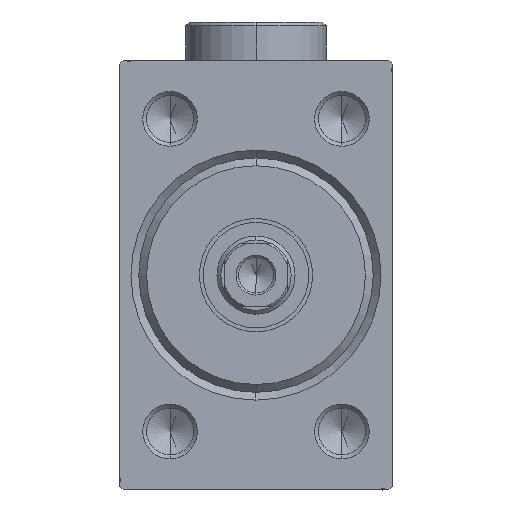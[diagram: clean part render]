
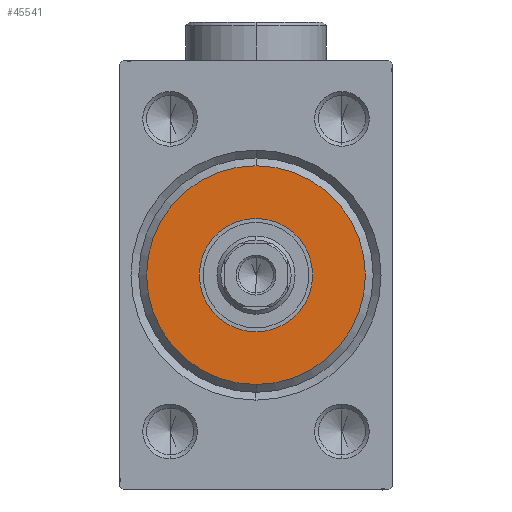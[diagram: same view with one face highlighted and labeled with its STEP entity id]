
A CAD part, left-side view. The second image highlights one B-rep face of the part: STEP entity #45541.
In plain terms, the highlighted face is planar.
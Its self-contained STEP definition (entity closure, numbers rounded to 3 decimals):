
#108 = VERTEX_POINT ( 'NONE', #32504 ) ;
#380 = CARTESIAN_POINT ( 'NONE',  ( 3., 0., 7.25 ) ) ;
#562 = DIRECTION ( 'NONE',  ( 0., 0., -1. ) ) ;
#1742 = CARTESIAN_POINT ( 'NONE',  ( 3., 0., -14. ) ) ;
#2098 = CARTESIAN_POINT ( 'NONE',  ( 3., 0., 0. ) ) ;
#4468 = AXIS2_PLACEMENT_3D ( 'NONE', #26460, #9201, #33376 ) ;
#5936 = VERTEX_POINT ( 'NONE', #1742 ) ;
#5944 = CARTESIAN_POINT ( 'NONE',  ( 3., 0., 0. ) ) ;
#7072 = DIRECTION ( 'NONE',  ( 1., 0., 0. ) ) ;
#7462 = AXIS2_PLACEMENT_3D ( 'NONE', #36809, #19305, #33345 ) ;
#7545 = AXIS2_PLACEMENT_3D ( 'NONE', #5944, #13288, #26640 ) ;
#9201 = DIRECTION ( 'NONE',  ( 1., 0., 0. ) ) ;
#10634 = EDGE_CURVE ( 'NONE', #5936, #108, #31779, .T. ) ;
#13036 = ORIENTED_EDGE ( 'NONE', *, *, #10634, .T. ) ;
#13288 = DIRECTION ( 'NONE',  ( 1., 0., 0. ) ) ;
#14729 = ORIENTED_EDGE ( 'NONE', *, *, #40652, .T. ) ;
#14807 = CARTESIAN_POINT ( 'NONE',  ( 3., 0., 0. ) ) ;
#16418 = EDGE_CURVE ( 'NONE', #23817, #39183, #23132, .T. ) ;
#17481 = CARTESIAN_POINT ( 'NONE',  ( 3., 0., -7.25 ) ) ;
#17669 = CIRCLE ( 'NONE', #22791, 14. ) ;
#19305 = DIRECTION ( 'NONE',  ( 1., 0., 0. ) ) ;
#21657 = AXIS2_PLACEMENT_3D ( 'NONE', #14807, #25168, #562 ) ;
#22791 = AXIS2_PLACEMENT_3D ( 'NONE', #2098, #7072, #30148 ) ;
#23132 = CIRCLE ( 'NONE', #21657, 7.25 ) ;
#23817 = VERTEX_POINT ( 'NONE', #17481 ) ;
#25168 = DIRECTION ( 'NONE',  ( 1., 0., 0. ) ) ;
#26460 = CARTESIAN_POINT ( 'NONE',  ( 3., 0., 0. ) ) ;
#26640 = DIRECTION ( 'NONE',  ( 0., 0., -1. ) ) ;
#26693 = FACE_BOUND ( 'NONE', #38861, .T. ) ;
#26919 = FACE_OUTER_BOUND ( 'NONE', #32827, .T. ) ;
#30148 = DIRECTION ( 'NONE',  ( 0., 0., -1. ) ) ;
#31779 = CIRCLE ( 'NONE', #7545, 14. ) ;
#32504 = CARTESIAN_POINT ( 'NONE',  ( 3., 0., 14. ) ) ;
#32827 = EDGE_LOOP ( 'NONE', ( #14729, #13036 ) ) ;
#33345 = DIRECTION ( 'NONE',  ( 0., 0., -1. ) ) ;
#33376 = DIRECTION ( 'NONE',  ( 0., 0., -1. ) ) ;
#33834 = PLANE ( 'NONE',  #4468 ) ;
#36809 = CARTESIAN_POINT ( 'NONE',  ( 3., 0., 0. ) ) ;
#38861 = EDGE_LOOP ( 'NONE', ( #43055, #43220 ) ) ;
#39183 = VERTEX_POINT ( 'NONE', #380 ) ;
#40652 = EDGE_CURVE ( 'NONE', #108, #5936, #17669, .T. ) ;
#43055 = ORIENTED_EDGE ( 'NONE', *, *, #16418, .F. ) ;
#43220 = ORIENTED_EDGE ( 'NONE', *, *, #43817, .F. ) ;
#43817 = EDGE_CURVE ( 'NONE', #39183, #23817, #44940, .T. ) ;
#44940 = CIRCLE ( 'NONE', #7462, 7.25 ) ;
#45541 = ADVANCED_FACE ( 'NONE', ( #26919, #26693 ), #33834, .T. ) ;
